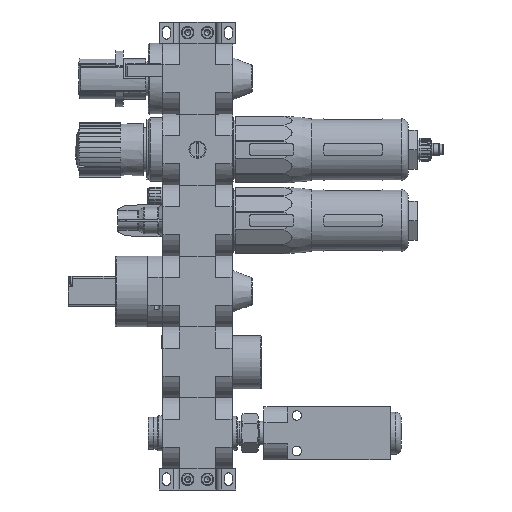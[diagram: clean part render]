
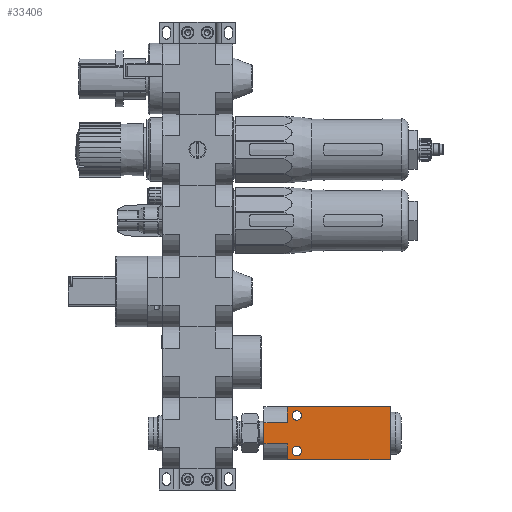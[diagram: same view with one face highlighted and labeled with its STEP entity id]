
A CAD part, left-side view. The second image highlights one B-rep face of the part: STEP entity #33406.
In plain terms, the highlighted planar face has unit normal (-1, 0, 0).
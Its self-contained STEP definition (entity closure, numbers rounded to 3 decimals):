
#3324=CIRCLE('',#48120,2.65);
#3325=CIRCLE('',#48121,2.65);
#11877=ORIENTED_EDGE('',*,*,#17122,.T.);
#11878=ORIENTED_EDGE('',*,*,#17123,.T.);
#11879=ORIENTED_EDGE('',*,*,#17124,.T.);
#11880=ORIENTED_EDGE('',*,*,#17125,.T.);
#11881=ORIENTED_EDGE('',*,*,#17126,.F.);
#11882=ORIENTED_EDGE('',*,*,#16863,.F.);
#11883=ORIENTED_EDGE('',*,*,#17127,.T.);
#11884=ORIENTED_EDGE('',*,*,#17128,.T.);
#11885=ORIENTED_EDGE('',*,*,#17129,.F.);
#11886=ORIENTED_EDGE('',*,*,#17120,.T.);
#16863=EDGE_CURVE('',#20286,#20280,#22605,.T.);
#17120=EDGE_CURVE('',#20497,#20496,#22831,.T.);
#17122=EDGE_CURVE('',#20498,#20498,#3324,.T.);
#17123=EDGE_CURVE('',#20499,#20499,#3325,.T.);
#17124=EDGE_CURVE('',#20496,#20500,#22833,.T.);
#17125=EDGE_CURVE('',#20500,#20501,#22834,.T.);
#17126=EDGE_CURVE('',#20280,#20501,#22835,.T.);
#17127=EDGE_CURVE('',#20286,#20502,#22836,.T.);
#17128=EDGE_CURVE('',#20502,#20503,#22837,.T.);
#17129=EDGE_CURVE('',#20497,#20503,#22838,.T.);
#20280=VERTEX_POINT('',#68990);
#20286=VERTEX_POINT('',#69002);
#20496=VERTEX_POINT('',#69536);
#20497=VERTEX_POINT('',#69538);
#20498=VERTEX_POINT('',#69542);
#20499=VERTEX_POINT('',#69544);
#20500=VERTEX_POINT('',#69546);
#20501=VERTEX_POINT('',#69548);
#20502=VERTEX_POINT('',#69551);
#20503=VERTEX_POINT('',#69553);
#22605=LINE('',#69003,#24964);
#22831=LINE('',#69537,#25190);
#22833=LINE('',#69545,#25192);
#22834=LINE('',#69547,#25193);
#22835=LINE('',#69549,#25194);
#22836=LINE('',#69550,#25195);
#22837=LINE('',#69552,#25196);
#22838=LINE('',#69554,#25197);
#24964=VECTOR('',#57032,1000.);
#25190=VECTOR('',#57422,1000.);
#25192=VECTOR('',#57430,1000.);
#25193=VECTOR('',#57431,1000.);
#25194=VECTOR('',#57432,1000.);
#25195=VECTOR('',#57433,1000.);
#25196=VECTOR('',#57434,1000.);
#25197=VECTOR('',#57435,1000.);
#27731=EDGE_LOOP('',(#11877));
#27732=EDGE_LOOP('',(#11878));
#27733=EDGE_LOOP('',(#11879,#11880,#11881,#11882,#11883,#11884,#11885,#11886));
#30303=FACE_BOUND('',#27731,.T.);
#30304=FACE_BOUND('',#27732,.T.);
#30305=FACE_BOUND('',#27733,.T.);
#31504=PLANE('',#48119);
#33406=ADVANCED_FACE('',(#30303,#30304,#30305),#31504,.F.);
#48119=AXIS2_PLACEMENT_3D('',#69540,#57424,#57425);
#48120=AXIS2_PLACEMENT_3D('',#69541,#57426,#57427);
#48121=AXIS2_PLACEMENT_3D('',#69543,#57428,#57429);
#57032=DIRECTION('',(0.,0.,-1.));
#57422=DIRECTION('',(0.,0.,-1.));
#57424=DIRECTION('',(1.,0.,0.));
#57425=DIRECTION('',(0.,0.,-1.));
#57426=DIRECTION('',(1.,0.,0.));
#57427=DIRECTION('',(0.,0.,-1.));
#57428=DIRECTION('',(1.,0.,0.));
#57429=DIRECTION('',(0.,0.,-1.));
#57430=DIRECTION('',(0.,-1.,0.));
#57431=DIRECTION('',(0.,0.,1.));
#57432=DIRECTION('',(0.,1.,0.));
#57433=DIRECTION('',(0.,1.,0.));
#57434=DIRECTION('',(0.,0.,1.));
#57435=DIRECTION('',(0.,-1.,0.));
#68990=CARTESIAN_POINT('',(0.,0.,-6.));
#69002=CARTESIAN_POINT('',(0.,0.,6.));
#69003=CARTESIAN_POINT('',(0.,0.,15.));
#69536=CARTESIAN_POINT('',(0.,71.2,-15.));
#69537=CARTESIAN_POINT('',(0.,71.2,15.));
#69538=CARTESIAN_POINT('',(0.,71.2,15.));
#69540=CARTESIAN_POINT('',(0.,71.2,15.));
#69541=CARTESIAN_POINT('',(0.,18.5,-10.));
#69542=CARTESIAN_POINT('',(0.,18.5,-12.65));
#69543=CARTESIAN_POINT('',(0.,18.5,10.));
#69544=CARTESIAN_POINT('',(0.,18.5,7.35));
#69545=CARTESIAN_POINT('',(0.,71.2,-15.));
#69546=CARTESIAN_POINT('',(0.,13.1,-15.));
#69547=CARTESIAN_POINT('',(0.,13.1,15.));
#69548=CARTESIAN_POINT('',(0.,13.1,-6.));
#69549=CARTESIAN_POINT('',(0.,-1.9,-6.));
#69550=CARTESIAN_POINT('',(0.,-1.9,6.));
#69551=CARTESIAN_POINT('',(0.,13.1,6.));
#69552=CARTESIAN_POINT('',(0.,13.1,15.));
#69553=CARTESIAN_POINT('',(0.,13.1,15.));
#69554=CARTESIAN_POINT('',(0.,71.2,15.));
